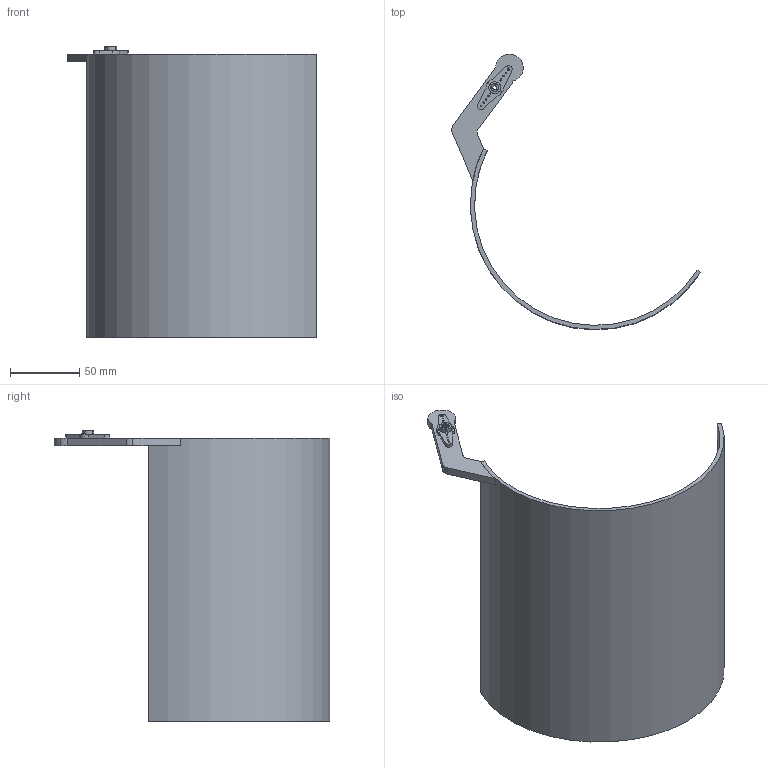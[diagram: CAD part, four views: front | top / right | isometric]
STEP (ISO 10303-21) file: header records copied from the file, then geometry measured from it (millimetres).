
FILE_DESCRIPTION (( 'STEP AP203' ), '1' );
FILE_NAME ('tubelower.STEP', '2020-02-27T17:12:06', ( '' ), ( '' ), 'SwSTEP 2.0', 'SolidWorks 2019', '' );
FILE_SCHEMA (( 'CONFIG_CONTROL_DESIGN' ));
Length unit declared in the file: millimetre
Products named in the file (8): ball placing pipe opening.STEP; tubelower; screw of 1mm for servo horn.STEP; tubelower.STEP; TOWER PRO MG-995, ANALOG SERVO, HORN.STEP
Assembly tree (4 placements, depth 3):
  ball placing pipe opening.STEP
  tubelower
    tubelower.STEP
      screw of 1mm for servo horn.STEP
      ball placing pipe opening.STEP
      TOWER PRO MG-995, ANALOG SERVO, HORN.STEP
  screw of 1mm for servo horn.STEP
  TOWER PRO MG-995, ANALOG SERVO, HORN.STEP
Bounding box: 180.07 x 199.28 x 210.4 mm (x, y, z)
Volume: 174887.1 mm3; surface area: 118936.6 mm2
Topology: 4 solids, 4 shells, 233 faces, 654 edges, 433 vertices
Faces by surface type: cylinder 123, plane 101, torus 4, bspline 3, cone 2
Entity records: 10563 total; most frequent: CARTESIAN_POINT 3842, ORIENTED_EDGE 1304, DIRECTION 1219, EDGE_CURVE 652, VERTEX_POINT 433, AXIS2_PLACEMENT_3D 424, LINE 371, VECTOR 371
